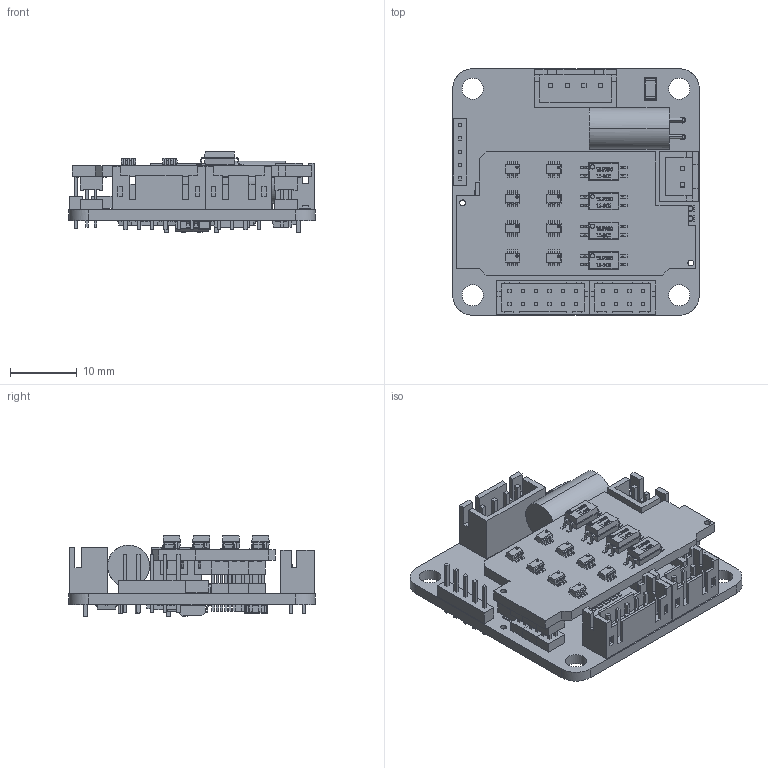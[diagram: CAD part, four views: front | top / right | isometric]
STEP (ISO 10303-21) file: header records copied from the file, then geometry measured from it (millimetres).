
FILE_DESCRIPTION (( 'STEP AP214' ), '1' );
FILE_NAME ('VARSDP24953-A0.STEP', '2024-10-02T09:36:44', ( '' ), ( '' ), 'SwSTEP 2.0', 'SolidWorks 2020', '' );
FILE_SCHEMA (( 'AUTOMOTIVE_DESIGN' ));
Length unit declared in the file: millimetre
Products named in the file (1): VARSDP24953-A0
Bounding box: 37 x 37 x 12.13 mm (x, y, z)
Surface area: 9877.9 mm2 (no closed solid volume)
Topology: 0 solids, 287 shells, 6147 faces, 15871 edges, 10398 vertices
Faces by surface type: plane 4507, cylinder 1089, bspline 431, sphere 96, torus 24
Full cylindrical faces by diameter (mm): 3.2 x4
Entity records: 219378 total; most frequent: CARTESIAN_POINT 83081, ORIENTED_EDGE 31472, DIRECTION 17795, EDGE_CURVE 15803, VERTEX_POINT 10398, B_SPLINE_CURVE_WITH_KNOTS 10318, AXIS2_PLACEMENT_3D 6593, EDGE_LOOP 6508
